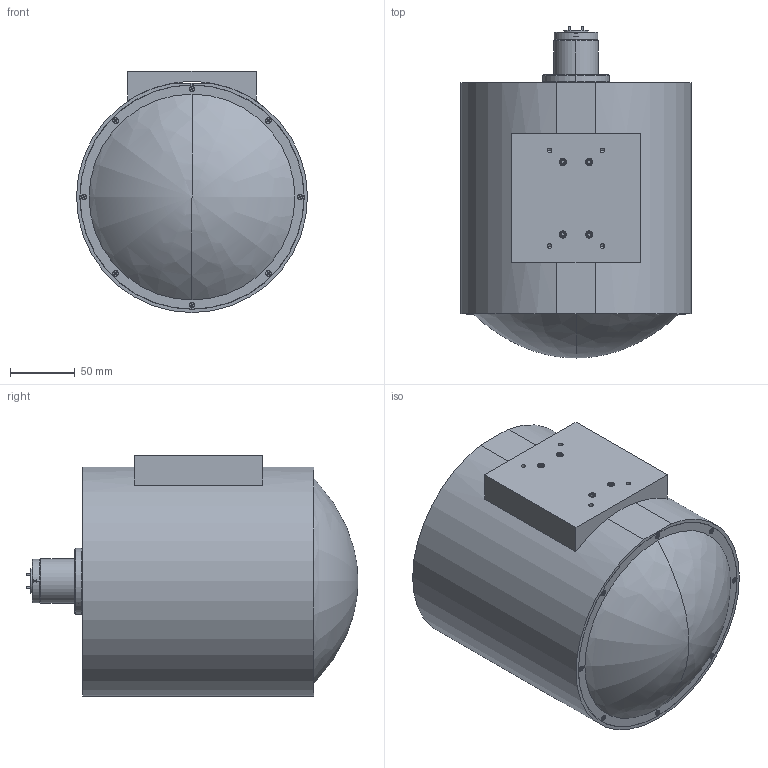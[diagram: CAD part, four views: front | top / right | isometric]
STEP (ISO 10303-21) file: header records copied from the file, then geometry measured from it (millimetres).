
FILE_DESCRIPTION (( 'STEP AP203' ), '1' );
FILE_NAME ('AG-RF44-A.STEP', '2024-04-26T01:11:32', ( '' ), ( '' ), 'SwSTEP 2.0', 'SolidWorks 2021', '' );
FILE_SCHEMA (( 'CONFIG_CONTROL_DESIGN' ));
Length unit declared in the file: inch
Products named in the file (1): AG-RF44-A
Bounding box: 177.8 x 255.51 x 185.58 mm (x, y, z)
Volume: 4917993.2 mm3; surface area: 175124.2 mm2
Topology: 3 solids, 3 shells, 1118 faces, 2661 edges, 1637 vertices
Faces by surface type: plane 479, cone 404, cylinder 221, bspline 14
Entity records: 40030 total; most frequent: CARTESIAN_POINT 14739, ORIENTED_EDGE 5270, DIRECTION 5203, EDGE_CURVE 2635, AXIS2_PLACEMENT_3D 2041, VERTEX_POINT 1637, EDGE_LOOP 1242, LINE 1121
